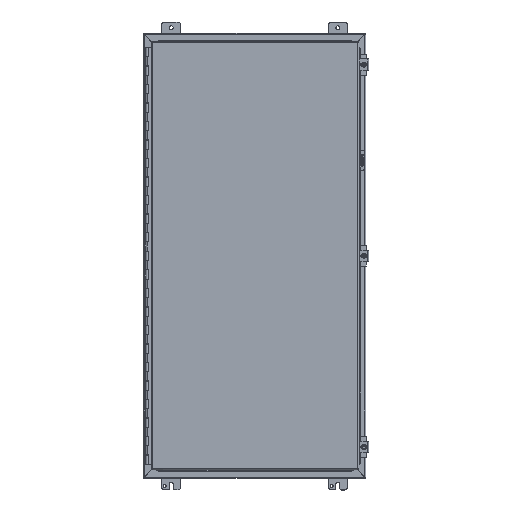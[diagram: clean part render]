
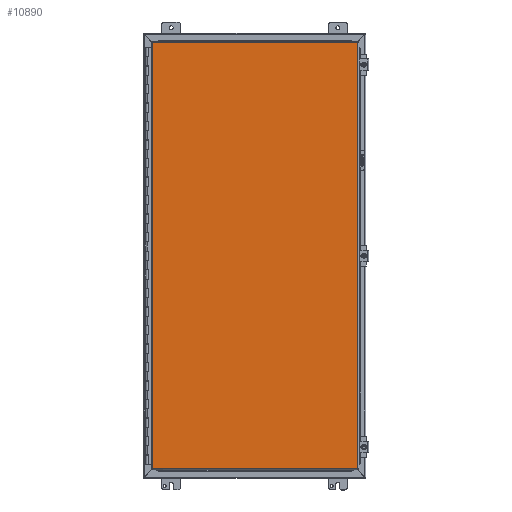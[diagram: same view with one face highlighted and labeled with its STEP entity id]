
A CAD part, top view. The second image highlights one B-rep face of the part: STEP entity #10890.
In plain terms, the highlighted face is planar.
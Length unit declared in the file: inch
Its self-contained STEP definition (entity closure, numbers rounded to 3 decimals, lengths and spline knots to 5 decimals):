
#10047=CARTESIAN_POINT('',(-11.08225,-22.9885,0.));
#10048=VERTEX_POINT('',#10047);
#10059=CARTESIAN_POINT('',(11.08225,-22.9885,0.));
#10060=VERTEX_POINT('',#10059);
#10061=CARTESIAN_POINT('',(11.08225,-22.9885,0.0));
#10062=DIRECTION('',(-1.0,0.0,0.0));
#10063=VECTOR('',#10062,22.1645);
#10064=LINE('',#10061,#10063);
#10065=EDGE_CURVE('',#10060,#10048,#10064,.T.);
#10181=CARTESIAN_POINT('',(-11.08225,22.9885,0.));
#10182=VERTEX_POINT('',#10181);
#10280=CARTESIAN_POINT('',(11.08225,22.9885,0.));
#10281=VERTEX_POINT('',#10280);
#10292=CARTESIAN_POINT('',(-11.08225,22.9885,0.0));
#10293=DIRECTION('',(1.0,0.0,0.0));
#10294=VECTOR('',#10293,22.1645);
#10295=LINE('',#10292,#10294);
#10296=EDGE_CURVE('',#10182,#10281,#10295,.T.);
#10601=CARTESIAN_POINT('',(-11.08225,-22.9885,0.0));
#10602=DIRECTION('',(0.0,1.0,0.0));
#10603=VECTOR('',#10602,45.977);
#10604=LINE('',#10601,#10603);
#10605=EDGE_CURVE('',#10048,#10182,#10604,.T.);
#10695=CARTESIAN_POINT('',(11.08225,22.9885,0.0));
#10696=DIRECTION('',(0.0,-1.0,0.0));
#10697=VECTOR('',#10696,45.977);
#10698=LINE('',#10695,#10697);
#10699=EDGE_CURVE('',#10281,#10060,#10698,.T.);
#10879=CARTESIAN_POINT('',(0.,0.,0.0));
#10880=DIRECTION('',(0.0,0.0,1.0));
#10881=DIRECTION('',(1.0,0.0,0.0));
#10882=AXIS2_PLACEMENT_3D('',#10879,#10880,#10881);
#10883=PLANE('',#10882);
#10884=ORIENTED_EDGE('',*,*,#10605,.T.);
#10885=ORIENTED_EDGE('',*,*,#10296,.T.);
#10886=ORIENTED_EDGE('',*,*,#10699,.T.);
#10887=ORIENTED_EDGE('',*,*,#10065,.T.);
#10888=EDGE_LOOP('',(#10884,#10885,#10886,#10887));
#10889=FACE_OUTER_BOUND('',#10888,.T.);
#10890=ADVANCED_FACE('',(#10889),#10883,.F.);
